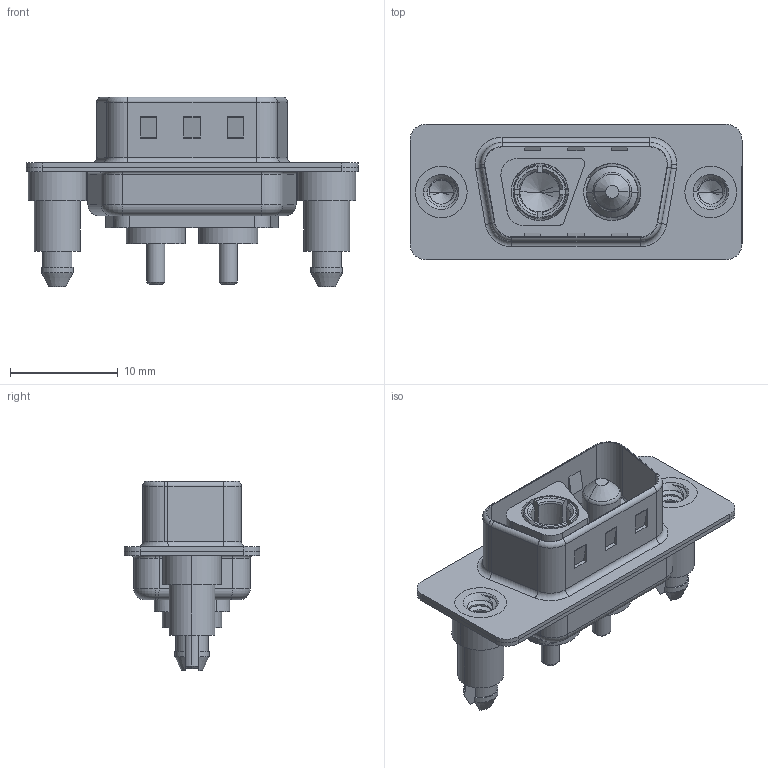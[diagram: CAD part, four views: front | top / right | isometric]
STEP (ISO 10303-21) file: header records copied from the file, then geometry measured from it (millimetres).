
FILE_DESCRIPTION (( 'STEP AP203' ), '1' );
FILE_NAME ('627-2WK2224-1T5.STEP', '2019-05-24T00:57:30', ( '' ), ( '' ), 'SwSTEP 2.0', 'SolidWorks 2016', '' );
FILE_SCHEMA (( 'CONFIG_CONTROL_DESIGN' ));
Length unit declared in the file: millimetre
Products named in the file (7): 627Combo Shell Front_09 Contacts; 627Combo Threaded Boardlock_5; Power Socket_10A S; Power Pin_10A S; 627-2WK2224-1T5; 627Combo Housing_2WK2; 627Combo Shell Rear_09 Contacts
Assembly tree (7 placements, depth 2):
  627-2WK2224-1T5
    627Combo Housing_2WK2
    627Combo Shell Rear_09 Contacts
    627Combo Shell Front_09 Contacts
    627Combo Threaded Boardlock_5  x2
    Power Socket_10A S
    Power Pin_10A S
Bounding box: 30.8 x 12.6 x 17.6 mm (x, y, z)
Volume: 1650.1 mm3; surface area: 4258 mm2
Topology: 9 solids, 9 shells, 479 faces, 1200 edges, 759 vertices
Faces by surface type: cylinder 208, plane 167, torus 56, cone 38, bspline 10
Entity records: 15119 total; most frequent: CARTESIAN_POINT 4189, DIRECTION 2208, ORIENTED_EDGE 2090, EDGE_CURVE 1045, AXIS2_PLACEMENT_3D 851, VERTEX_POINT 664, VECTOR 506, LINE 506
